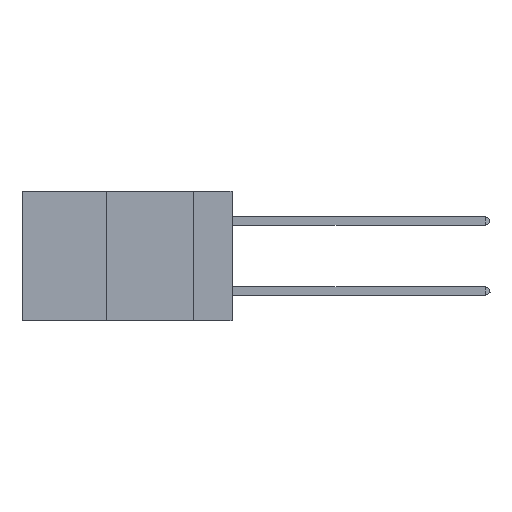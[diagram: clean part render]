
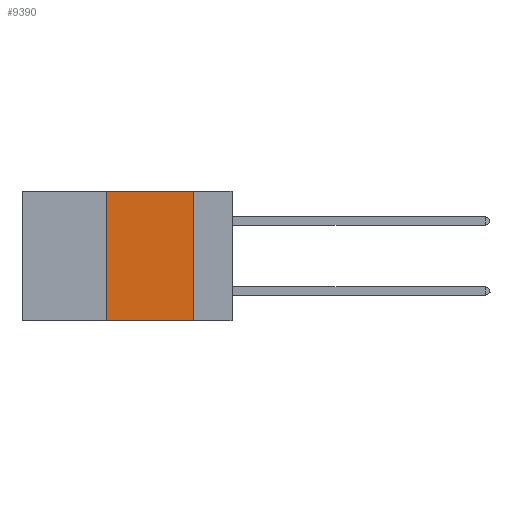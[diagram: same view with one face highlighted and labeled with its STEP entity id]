
A CAD part, left-side view. The second image highlights one B-rep face of the part: STEP entity #9390.
In plain terms, the highlighted planar face has unit normal (-1, 0, 0).
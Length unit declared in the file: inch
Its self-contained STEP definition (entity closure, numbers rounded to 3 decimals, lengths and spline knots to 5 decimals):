
#213 = DIRECTION ( 'NONE',  ( 1., 0., 0. ) ) ;
#242 = DIRECTION ( 'NONE',  ( 0., 0., -1. ) ) ;
#458 = LINE ( 'NONE', #4648, #9609 ) ;
#692 = DIRECTION ( 'NONE',  ( 0., 0., 1. ) ) ;
#853 = LINE ( 'NONE', #9199, #1552 ) ;
#1139 = EDGE_CURVE ( 'NONE', #6555, #5749, #8670, .T. ) ;
#1474 = PLANE ( 'NONE',  #3284 ) ;
#1552 = VECTOR ( 'NONE', #4820, 39.37008 ) ;
#2466 = EDGE_CURVE ( 'NONE', #6555, #6052, #458, .T. ) ;
#3284 = AXIS2_PLACEMENT_3D ( 'NONE', #10660, #213, #242 ) ;
#3573 = EDGE_CURVE ( 'NONE', #5749, #6544, #7494, .T. ) ;
#3817 = DIRECTION ( 'NONE',  ( 0., -1., 0. ) ) ;
#3843 = CARTESIAN_POINT ( 'NONE',  ( 0., 0.11, -0.37 ) ) ;
#3889 = CARTESIAN_POINT ( 'NONE',  ( 0., 0.6, 0. ) ) ;
#3986 = VECTOR ( 'NONE', #692, 39.37008 ) ;
#4342 = ORIENTED_EDGE ( 'NONE', *, *, #2466, .T. ) ;
#4530 = CARTESIAN_POINT ( 'NONE',  ( 0., 0.11, 0. ) ) ;
#4648 = CARTESIAN_POINT ( 'NONE',  ( 0., 0.6, -0.37 ) ) ;
#4820 = DIRECTION ( 'NONE',  ( 0., 0., -1. ) ) ;
#5358 = EDGE_LOOP ( 'NONE', ( #7115, #5572, #6506, #4342 ) ) ;
#5572 = ORIENTED_EDGE ( 'NONE', *, *, #3573, .F. ) ;
#5749 = VERTEX_POINT ( 'NONE', #11229 ) ;
#5973 = CARTESIAN_POINT ( 'NONE',  ( 0., 0.36, 0. ) ) ;
#6052 = VERTEX_POINT ( 'NONE', #3843 ) ;
#6506 = ORIENTED_EDGE ( 'NONE', *, *, #1139, .F. ) ;
#6544 = VERTEX_POINT ( 'NONE', #4530 ) ;
#6555 = VERTEX_POINT ( 'NONE', #7065 ) ;
#7065 = CARTESIAN_POINT ( 'NONE',  ( 0., 0.36, -0.37 ) ) ;
#7115 = ORIENTED_EDGE ( 'NONE', *, *, #8659, .F. ) ;
#7494 = LINE ( 'NONE', #3889, #8765 ) ;
#7880 = FACE_OUTER_BOUND ( 'NONE', #5358, .T. ) ;
#8122 = DIRECTION ( 'NONE',  ( 0., -1., 0. ) ) ;
#8659 = EDGE_CURVE ( 'NONE', #6544, #6052, #853, .T. ) ;
#8670 = LINE ( 'NONE', #5973, #3986 ) ;
#8765 = VECTOR ( 'NONE', #3817, 39.37008 ) ;
#9199 = CARTESIAN_POINT ( 'NONE',  ( 0., 0.11, 0. ) ) ;
#9390 = ADVANCED_FACE ( 'NONE', ( #7880 ), #1474, .F. ) ;
#9609 = VECTOR ( 'NONE', #8122, 39.37008 ) ;
#10660 = CARTESIAN_POINT ( 'NONE',  ( 0., 0.6, 0. ) ) ;
#11229 = CARTESIAN_POINT ( 'NONE',  ( 0., 0.36, 0. ) ) ;
